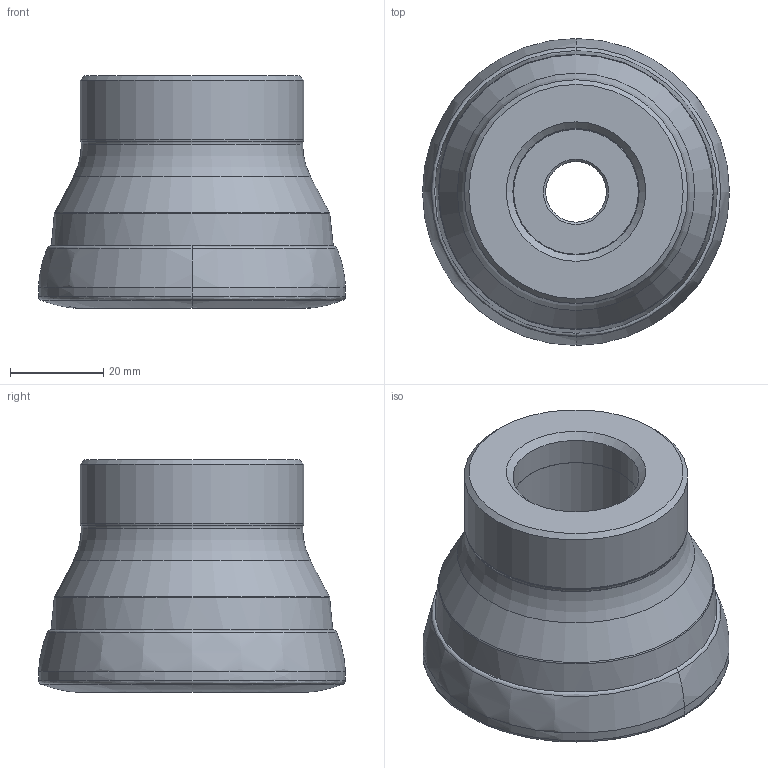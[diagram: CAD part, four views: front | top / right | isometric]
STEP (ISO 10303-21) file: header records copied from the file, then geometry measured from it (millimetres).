
FILE_DESCRIPTION (( 'STEP AP203' ), '1' );
FILE_NAME ('CUT PROFILE - 181029900.STEP', '2019-07-17T16:56:41', ( '' ), ( '' ), 'SwSTEP 2.0', 'SolidWorks 2015', '' );
FILE_SCHEMA (( 'CONFIG_CONTROL_DESIGN' ));
Length unit declared in the file: millimetre
Products named in the file (5): CUT PROFILE - 181029900; CUT^CUT PROFILE - 181029900; NOCUT^CUT PROFILE - 181029900
Assembly tree (2 placements, depth 2):
  CUT PROFILE - 181029900
    CUT^CUT PROFILE - 181029900
    NOCUT^CUT PROFILE - 181029900
  CUT^CUT PROFILE - 181029900
  NOCUT^CUT PROFILE - 181029900
Bounding box: 65.9 x 65.9 x 49.99 mm (x, y, z)
Volume: 116764.5 mm3; surface area: 23807.2 mm2
Topology: 2 solids, 2 shells, 56 faces, 112 edges, 62 vertices
Faces by surface type: bspline 23, cone 10, torus 10, cylinder 7, plane 6
Full cylindrical faces by diameter (mm): 13 x1, 20 x1, 27 x1, 27.12 x1, 28 x1, 47.5 x1, 48 x1
Entity records: 3002 total; most frequent: CARTESIAN_POINT 1603, DIRECTION 194, ORIENTED_EDGE 164, AXIS2_PLACEMENT_3D 97, EDGE_LOOP 92, EDGE_CURVE 82, FACE_OUTER_BOUND 76, VERTEX_POINT 62
